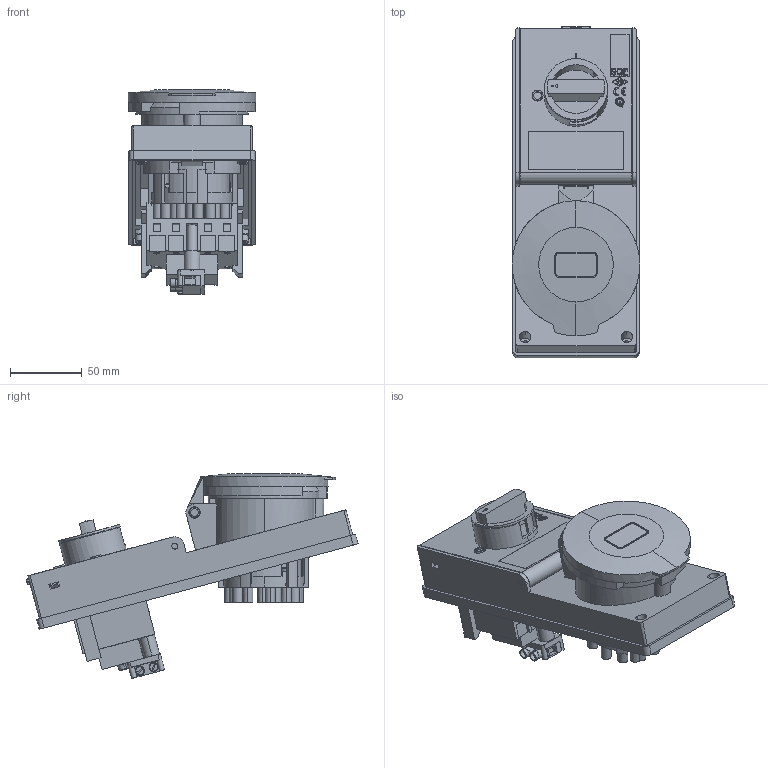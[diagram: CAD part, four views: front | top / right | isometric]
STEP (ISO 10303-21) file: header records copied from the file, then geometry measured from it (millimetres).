
FILE_DESCRIPTION(('Creo Elements/Direct Modeling STEP Export'),'2;1');
FILE_NAME('3g6gu5h5tqkkppu1944','2023-11-21T 9:19:14',(''),(''),'Creo Elements/Direct Modeling STEP processor for AP214 (Solid Model)','Creo Elements/Direct Modeling 20.1D 10-Oct-2020 (C) Parametric Technology GmbH','');
FILE_SCHEMA(('AUTOMOTIVE_DESIGN { 1 0 10303 214 1 1 1 1 }'));
Length unit declared in the file: millimetre
Products named in the file (3): COP; PRESA; SQE_3265
Assembly tree (2 placements, depth 2):
  SQE_3265
    PRESA
    COP
Bounding box: 88.93 x 231.41 x 142.89 mm (x, y, z)
Volume: 635232.3 mm3; surface area: 194290.5 mm2
Topology: 2 solids, 2 shells, 1568 faces, 4468 edges, 2979 vertices
Faces by surface type: plane 1258, cylinder 282, cone 14, torus 12, revolution 2
Entity records: 60704 total; most frequent: CARTESIAN_POINT 12099, ORIENTED_EDGE 8936, DIRECTION 7503, EDGE_CURVE 4468, VECTOR 3506, LINE 3506, VERTEX_POINT 2979, AXIS2_PLACEMENT_3D 1998
